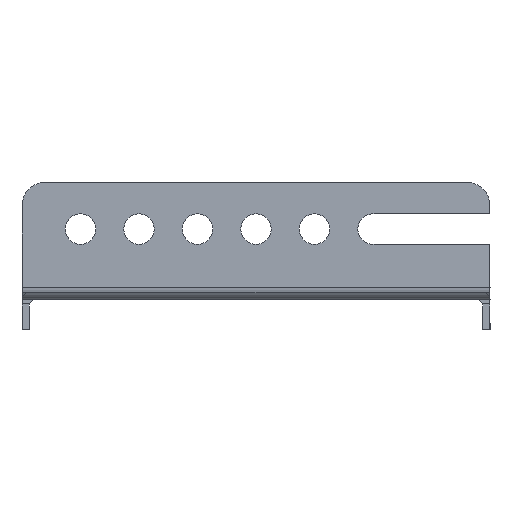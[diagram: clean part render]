
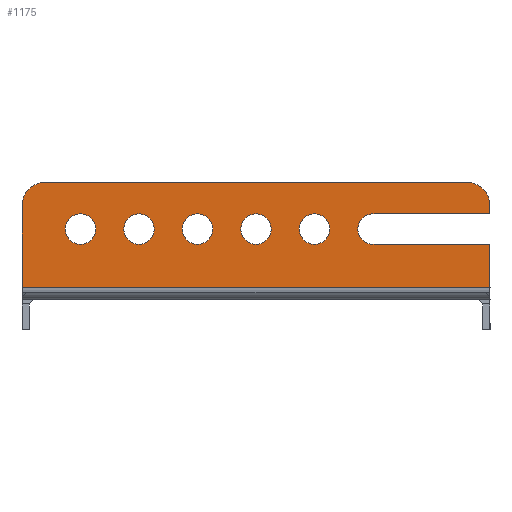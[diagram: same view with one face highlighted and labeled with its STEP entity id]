
A CAD part, left-side view. The second image highlights one B-rep face of the part: STEP entity #1175.
In plain terms, the highlighted planar face has unit normal (-1, 0, 0).
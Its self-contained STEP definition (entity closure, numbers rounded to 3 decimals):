
#17 = EDGE_CURVE ( 'NONE', #1187, #624, #1291, .T. ) ;
#43 = DIRECTION ( 'NONE',  ( 0., 0., -1. ) ) ;
#45 = ORIENTED_EDGE ( 'NONE', *, *, #1820, .T. ) ;
#61 = DIRECTION ( 'NONE',  ( 0., 0., -1. ) ) ;
#72 = EDGE_LOOP ( 'NONE', ( #1548, #2017, #1882, #707, #577, #1603, #1027, #1599, #1968, #1825 ) ) ;
#98 = VERTEX_POINT ( 'NONE', #1387 ) ;
#104 = VERTEX_POINT ( 'NONE', #1408 ) ;
#106 = CARTESIAN_POINT ( 'NONE',  ( -353., -25., 16.75 ) ) ;
#109 = LINE ( 'NONE', #581, #2095 ) ;
#110 = DIRECTION ( 'NONE',  ( 1., 0., 0. ) ) ;
#163 = VECTOR ( 'NONE', #611, 1000. ) ;
#164 = CARTESIAN_POINT ( 'NONE',  ( -353., 50., 18.5 ) ) ;
#165 = AXIS2_PLACEMENT_3D ( 'NONE', #1098, #751, #61 ) ;
#213 = CARTESIAN_POINT ( 'NONE',  ( -353., 0., 10.25 ) ) ;
#219 = CARTESIAN_POINT ( 'NONE',  ( -353., -50., 16.75 ) ) ;
#228 = EDGE_CURVE ( 'NONE', #851, #851, #296, .T. ) ;
#245 = EDGE_CURVE ( 'NONE', #624, #98, #2127, .T. ) ;
#285 = CARTESIAN_POINT ( 'NONE',  ( -353., 37.5, 13.5 ) ) ;
#296 = CIRCLE ( 'NONE', #1555, 3.25 ) ;
#305 = EDGE_LOOP ( 'NONE', ( #45 ) ) ;
#316 = FACE_BOUND ( 'NONE', #1489, .T. ) ;
#318 = FACE_BOUND ( 'NONE', #305, .T. ) ;
#322 = DIRECTION ( 'NONE',  ( -1., 0., 0. ) ) ;
#343 = DIRECTION ( 'NONE',  ( 1., 0., 0. ) ) ;
#347 = FACE_BOUND ( 'NONE', #1434, .T. ) ;
#435 = DIRECTION ( 'NONE',  ( -1., 0., 0. ) ) ;
#456 = VECTOR ( 'NONE', #1243, 1000. ) ;
#457 = AXIS2_PLACEMENT_3D ( 'NONE', #1495, #322, #1530 ) ;
#461 = ORIENTED_EDGE ( 'NONE', *, *, #1230, .T. ) ;
#549 = VERTEX_POINT ( 'NONE', #1672 ) ;
#577 = ORIENTED_EDGE ( 'NONE', *, *, #245, .T. ) ;
#581 = CARTESIAN_POINT ( 'NONE',  ( -353., 50., 0. ) ) ;
#585 = CIRCLE ( 'NONE', #165, 3.25 ) ;
#611 = DIRECTION ( 'NONE',  ( 0., 0., 1. ) ) ;
#622 = DIRECTION ( 'NONE',  ( 0., 0., -1. ) ) ;
#624 = VERTEX_POINT ( 'NONE', #1349 ) ;
#636 = CIRCLE ( 'NONE', #1633, 3.25 ) ;
#707 = ORIENTED_EDGE ( 'NONE', *, *, #17, .T. ) ;
#719 = AXIS2_PLACEMENT_3D ( 'NONE', #2141, #1117, #1278 ) ;
#720 = DIRECTION ( 'NONE',  ( 0., 0., -1. ) ) ;
#729 = VERTEX_POINT ( 'NONE', #821 ) ;
#735 = DIRECTION ( 'NONE',  ( 1., 0., 0. ) ) ;
#744 = CARTESIAN_POINT ( 'NONE',  ( -353., 0., 23.5 ) ) ;
#751 = DIRECTION ( 'NONE',  ( 1., 0., 0. ) ) ;
#754 = DIRECTION ( 'NONE',  ( 0., -1., 0. ) ) ;
#791 = CARTESIAN_POINT ( 'NONE',  ( -353., -50., 0. ) ) ;
#801 = EDGE_CURVE ( 'NONE', #1094, #1094, #1503, .T. ) ;
#820 = AXIS2_PLACEMENT_3D ( 'NONE', #1469, #435, #1826 ) ;
#821 = CARTESIAN_POINT ( 'NONE',  ( -353., 50., 1. ) ) ;
#822 = VERTEX_POINT ( 'NONE', #1926 ) ;
#851 = VERTEX_POINT ( 'NONE', #213 ) ;
#870 = CARTESIAN_POINT ( 'NONE',  ( -353., -25., 13.5 ) ) ;
#935 = CARTESIAN_POINT ( 'NONE',  ( -353., -50., 10.25 ) ) ;
#939 = DIRECTION ( 'NONE',  ( 0., 0., 1. ) ) ;
#964 = EDGE_CURVE ( 'NONE', #1184, #549, #2228, .T. ) ;
#965 = VECTOR ( 'NONE', #1436, 1000. ) ;
#986 = EDGE_CURVE ( 'NONE', #1351, #729, #109, .T. ) ;
#988 = FACE_OUTER_BOUND ( 'NONE', #72, .T. ) ;
#991 = EDGE_CURVE ( 'NONE', #1238, #729, #1314, .T. ) ;
#1017 = VECTOR ( 'NONE', #754, 1000. ) ;
#1027 = ORIENTED_EDGE ( 'NONE', *, *, #986, .T. ) ;
#1031 = EDGE_CURVE ( 'NONE', #1083, #1887, #1716, .T. ) ;
#1053 = AXIS2_PLACEMENT_3D ( 'NONE', #2181, #110, #622 ) ;
#1061 = ORIENTED_EDGE ( 'NONE', *, *, #801, .T. ) ;
#1067 = AXIS2_PLACEMENT_3D ( 'NONE', #1373, #343, #1205 ) ;
#1083 = VERTEX_POINT ( 'NONE', #106 ) ;
#1086 = EDGE_LOOP ( 'NONE', ( #461 ) ) ;
#1094 = VERTEX_POINT ( 'NONE', #1742 ) ;
#1098 = CARTESIAN_POINT ( 'NONE',  ( -353., -12.5, 13.5 ) ) ;
#1104 = EDGE_CURVE ( 'NONE', #1238, #1184, #1342, .T. ) ;
#1117 = DIRECTION ( 'NONE',  ( 1., 0., 0. ) ) ;
#1131 = ORIENTED_EDGE ( 'NONE', *, *, #1641, .T. ) ;
#1169 = VERTEX_POINT ( 'NONE', #1228 ) ;
#1171 = EDGE_CURVE ( 'NONE', #1887, #1187, #1174, .T. ) ;
#1174 = LINE ( 'NONE', #1961, #2037 ) ;
#1175 = ADVANCED_FACE ( 'NONE', ( #1954, #347, #318, #1399, #316, #988 ), #1788, .F. ) ;
#1184 = VERTEX_POINT ( 'NONE', #2027 ) ;
#1187 = VERTEX_POINT ( 'NONE', #2006 ) ;
#1205 = DIRECTION ( 'NONE',  ( 0., 0., -1. ) ) ;
#1228 = CARTESIAN_POINT ( 'NONE',  ( -353., 12.5, 10.25 ) ) ;
#1230 = EDGE_CURVE ( 'NONE', #822, #822, #636, .T. ) ;
#1238 = VERTEX_POINT ( 'NONE', #1514 ) ;
#1243 = DIRECTION ( 'NONE',  ( 0., 1., 0. ) ) ;
#1278 = DIRECTION ( 'NONE',  ( 0., 0., -1. ) ) ;
#1291 = CIRCLE ( 'NONE', #457, 5. ) ;
#1308 = EDGE_CURVE ( 'NONE', #549, #1083, #2200, .T. ) ;
#1314 = LINE ( 'NONE', #1595, #1796 ) ;
#1342 = LINE ( 'NONE', #791, #163 ) ;
#1349 = CARTESIAN_POINT ( 'NONE',  ( -353., -45., 23.5 ) ) ;
#1351 = VERTEX_POINT ( 'NONE', #164 ) ;
#1353 = EDGE_LOOP ( 'NONE', ( #1131 ) ) ;
#1357 = ORIENTED_EDGE ( 'NONE', *, *, #228, .T. ) ;
#1373 = CARTESIAN_POINT ( 'NONE',  ( -353., 25., 13.5 ) ) ;
#1387 = CARTESIAN_POINT ( 'NONE',  ( -353., 45., 23.5 ) ) ;
#1394 = CIRCLE ( 'NONE', #1053, 3.25 ) ;
#1399 = FACE_BOUND ( 'NONE', #1086, .T. ) ;
#1408 = CARTESIAN_POINT ( 'NONE',  ( -353., -12.5, 10.25 ) ) ;
#1433 = AXIS2_PLACEMENT_3D ( 'NONE', #870, #2051, #2226 ) ;
#1434 = EDGE_LOOP ( 'NONE', ( #1357 ) ) ;
#1436 = DIRECTION ( 'NONE',  ( 0., 1., 0. ) ) ;
#1469 = CARTESIAN_POINT ( 'NONE',  ( -353., 45., 18.5 ) ) ;
#1483 = DIRECTION ( 'NONE',  ( 0., 0., -1. ) ) ;
#1489 = EDGE_LOOP ( 'NONE', ( #1061 ) ) ;
#1495 = CARTESIAN_POINT ( 'NONE',  ( -353., -45., 18.5 ) ) ;
#1503 = CIRCLE ( 'NONE', #1067, 3.25 ) ;
#1514 = CARTESIAN_POINT ( 'NONE',  ( -353., -50., 1. ) ) ;
#1530 = DIRECTION ( 'NONE',  ( 0., 0., -1. ) ) ;
#1548 = ORIENTED_EDGE ( 'NONE', *, *, #1308, .T. ) ;
#1555 = AXIS2_PLACEMENT_3D ( 'NONE', #2105, #735, #720 ) ;
#1595 = CARTESIAN_POINT ( 'NONE',  ( -353., 50., 1. ) ) ;
#1599 = ORIENTED_EDGE ( 'NONE', *, *, #991, .F. ) ;
#1603 = ORIENTED_EDGE ( 'NONE', *, *, #1805, .T. ) ;
#1633 = AXIS2_PLACEMENT_3D ( 'NONE', #285, #2019, #1483 ) ;
#1641 = EDGE_CURVE ( 'NONE', #104, #104, #585, .T. ) ;
#1672 = CARTESIAN_POINT ( 'NONE',  ( -353., -25., 10.25 ) ) ;
#1716 = LINE ( 'NONE', #219, #1017 ) ;
#1742 = CARTESIAN_POINT ( 'NONE',  ( -353., 25., 10.25 ) ) ;
#1788 = PLANE ( 'NONE',  #719 ) ;
#1796 = VECTOR ( 'NONE', #1952, 1000. ) ;
#1805 = EDGE_CURVE ( 'NONE', #98, #1351, #2063, .T. ) ;
#1820 = EDGE_CURVE ( 'NONE', #1169, #1169, #1394, .T. ) ;
#1825 = ORIENTED_EDGE ( 'NONE', *, *, #964, .T. ) ;
#1826 = DIRECTION ( 'NONE',  ( 0., 0., -1. ) ) ;
#1882 = ORIENTED_EDGE ( 'NONE', *, *, #1171, .T. ) ;
#1887 = VERTEX_POINT ( 'NONE', #2025 ) ;
#1926 = CARTESIAN_POINT ( 'NONE',  ( -353., 37.5, 10.25 ) ) ;
#1952 = DIRECTION ( 'NONE',  ( 0., 1., 0. ) ) ;
#1954 = FACE_BOUND ( 'NONE', #1353, .T. ) ;
#1961 = CARTESIAN_POINT ( 'NONE',  ( -353., -50., 0. ) ) ;
#1968 = ORIENTED_EDGE ( 'NONE', *, *, #1104, .T. ) ;
#2006 = CARTESIAN_POINT ( 'NONE',  ( -353., -50., 18.5 ) ) ;
#2017 = ORIENTED_EDGE ( 'NONE', *, *, #1031, .T. ) ;
#2019 = DIRECTION ( 'NONE',  ( 1., 0., 0. ) ) ;
#2025 = CARTESIAN_POINT ( 'NONE',  ( -353., -50., 16.75 ) ) ;
#2027 = CARTESIAN_POINT ( 'NONE',  ( -353., -50., 10.25 ) ) ;
#2037 = VECTOR ( 'NONE', #939, 1000. ) ;
#2051 = DIRECTION ( 'NONE',  ( 1., 0., 0. ) ) ;
#2063 = CIRCLE ( 'NONE', #820, 5. ) ;
#2095 = VECTOR ( 'NONE', #43, 1000. ) ;
#2105 = CARTESIAN_POINT ( 'NONE',  ( -353., 0., 13.5 ) ) ;
#2127 = LINE ( 'NONE', #744, #456 ) ;
#2141 = CARTESIAN_POINT ( 'NONE',  ( -353., 0., 0. ) ) ;
#2181 = CARTESIAN_POINT ( 'NONE',  ( -353., 12.5, 13.5 ) ) ;
#2200 = CIRCLE ( 'NONE', #1433, 3.25 ) ;
#2226 = DIRECTION ( 'NONE',  ( 0., 0., 1. ) ) ;
#2228 = LINE ( 'NONE', #935, #965 ) ;
